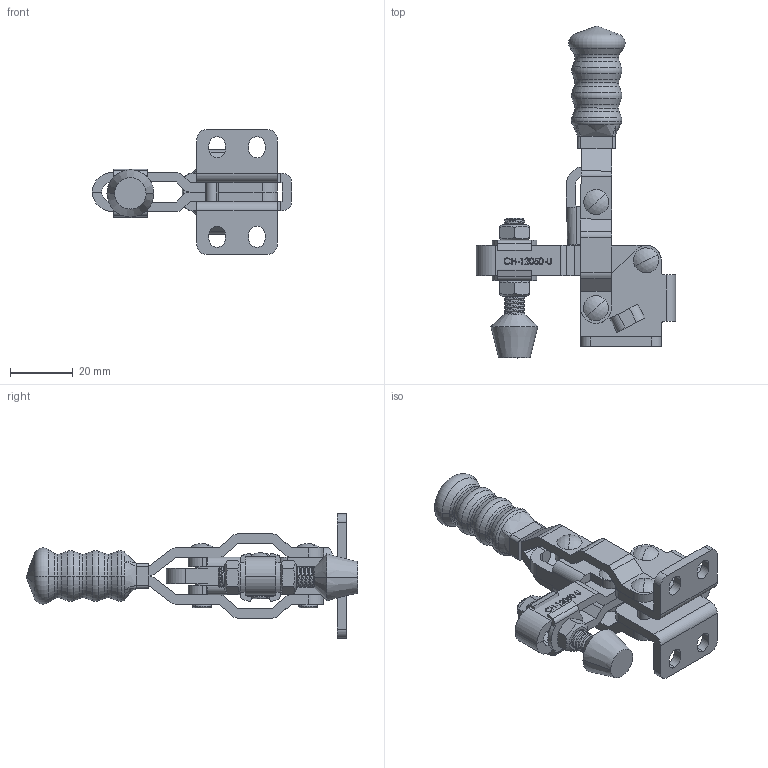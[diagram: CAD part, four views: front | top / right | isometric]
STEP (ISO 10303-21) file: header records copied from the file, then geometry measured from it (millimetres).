
FILE_DESCRIPTION (( 'STEP AP203' ), '1' );
FILE_NAME ('CH-12050-U.STEP', '2017-11-07T12:42:31', ( 'Windows' ), ( 'Microsoft' ), 'SwSTEP 2.0', 'SolidWorks 2015', '' );
FILE_SCHEMA (( 'CONFIG_CONTROL_DESIGN' ));
Length unit declared in the file: millimetre
Products named in the file (11): CH-12050-U-02 U-BAR; CH-FW-140; CH-FC-14134 Nut; CH-12050-05; CH-FC-14134 SPINDLE SUPPLIED; CH-12050-U; CH-12050-01 FLANGED BASE; CH-12050-04 CONNECTING-PLATE; CH-12050-03 STRAIGHT HANDLE; CH-12050-07; CH-12050-06
Assembly tree (14 placements, depth 2):
  CH-12050-U
    CH-12050-01 FLANGED BASE
    CH-12050-04 CONNECTING-PLATE
    CH-12050-03 STRAIGHT HANDLE
    CH-12050-07  x2
    CH-12050-06  x2
    CH-FW-140  x2
    CH-12050-05
    CH-12050-U-02 U-BAR
    CH-FC-14134 Nut  x2
    CH-FC-14134 SPINDLE SUPPLIED
Bounding box: 63.5 x 105.84 x 39.8 mm (x, y, z)
Volume: 26108.9 mm3; surface area: 23618.6 mm2
Topology: 16 solids, 18 shells, 827 faces, 2211 edges, 1446 vertices
Faces by surface type: plane 321, cylinder 210, bspline 195, cone 47, torus 46, sphere 8
Entity records: 35774 total; most frequent: CARTESIAN_POINT 16975, ORIENTED_EDGE 4042, DIRECTION 3007, EDGE_CURVE 2021, VERTEX_POINT 1330, LINE 1105, VECTOR 1105, AXIS2_PLACEMENT_3D 951
